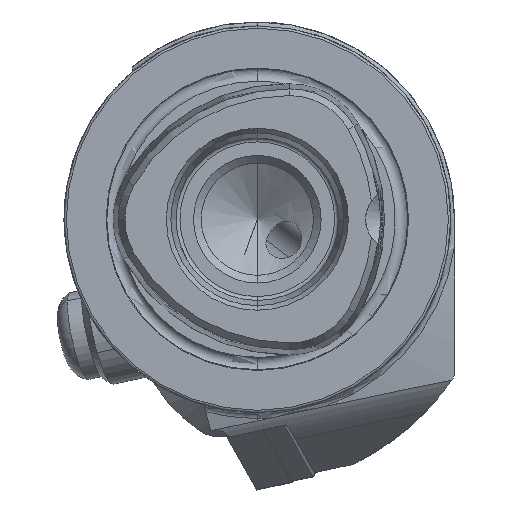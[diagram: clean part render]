
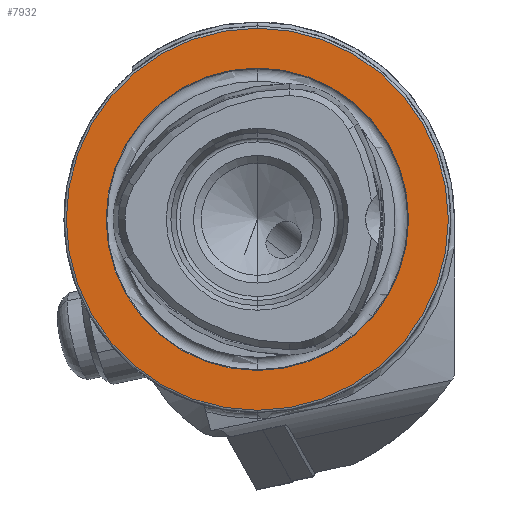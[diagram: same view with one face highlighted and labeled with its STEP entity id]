
A CAD part, left-side view. The second image highlights one B-rep face of the part: STEP entity #7932.
In plain terms, the highlighted planar face has unit normal (-1, 0, 0).
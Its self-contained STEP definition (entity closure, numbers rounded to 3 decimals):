
#1418 = EDGE_LOOP ( 'NONE', ( #12207, #12208 ) ) ;
#1419 = EDGE_LOOP ( 'NONE', ( #12205, #12206 ) ) ;
#4530 = AXIS2_PLACEMENT_3D ( 'NONE', #6179, #6184, #6185 ) ;
#4677 = AXIS2_PLACEMENT_3D ( 'NONE', #7459, #7460, #7461 ) ;
#4680 = AXIS2_PLACEMENT_3D ( 'NONE', #7470, #7471, #7472 ) ;
#5720 = FACE_OUTER_BOUND ( 'NONE', #1418, .T. ) ;
#5721 = FACE_BOUND ( 'NONE', #1419, .T. ) ;
#6024 = CIRCLE ( 'NONE', #4677, 19.55 ) ;
#6032 = CIRCLE ( 'NONE', #4680, 24.7 ) ;
#6179 = CARTESIAN_POINT ( 'NONE',  ( 0., 19.55, 0. ) ) ;
#6182 = PLANE ( 'NONE',  #4530 ) ;
#6184 = DIRECTION ( 'NONE',  ( 1., 0., 0. ) ) ;
#6185 = DIRECTION ( 'NONE',  ( 0., 0., -1. ) ) ;
#7459 = CARTESIAN_POINT ( 'NONE',  ( 0., 0., 0. ) ) ;
#7460 = DIRECTION ( 'NONE',  ( -1., 0., 0. ) ) ;
#7461 = DIRECTION ( 'NONE',  ( 0., 0., 1. ) ) ;
#7470 = CARTESIAN_POINT ( 'NONE',  ( 0., 0., 0. ) ) ;
#7471 = DIRECTION ( 'NONE',  ( -1., 0., 0. ) ) ;
#7472 = DIRECTION ( 'NONE',  ( 0., 0., 1. ) ) ;
#7932 = ADVANCED_FACE ( 'NONE', ( #5721, #5720 ), #6182, .F. ) ;
#8522 = EDGE_CURVE ( 'NONE', #9704, #9706, #6024, .T. ) ;
#8530 = EDGE_CURVE ( 'NONE', #9708, #9709, #6032, .T. ) ;
#9105 = CIRCLE ( 'NONE', #10907, 24.7 ) ;
#9107 = CIRCLE ( 'NONE', #10909, 19.55 ) ;
#9704 = VERTEX_POINT ( 'NONE', #13489 ) ;
#9706 = VERTEX_POINT ( 'NONE', #13491 ) ;
#9708 = VERTEX_POINT ( 'NONE', #13493 ) ;
#9709 = VERTEX_POINT ( 'NONE', #13494 ) ;
#10907 = AXIS2_PLACEMENT_3D ( 'NONE', #13748, #13749, #13750 ) ;
#10909 = AXIS2_PLACEMENT_3D ( 'NONE', #13751, #13752, #13753 ) ;
#11164 = EDGE_CURVE ( 'NONE', #9709, #9708, #9105, .T. ) ;
#11166 = EDGE_CURVE ( 'NONE', #9706, #9704, #9107, .T. ) ;
#12205 = ORIENTED_EDGE ( 'NONE', *, *, #11166, .F. ) ;
#12206 = ORIENTED_EDGE ( 'NONE', *, *, #8522, .F. ) ;
#12207 = ORIENTED_EDGE ( 'NONE', *, *, #8530, .T. ) ;
#12208 = ORIENTED_EDGE ( 'NONE', *, *, #11164, .T. ) ;
#13489 = CARTESIAN_POINT ( 'NONE',  ( 0., 0., -19.55 ) ) ;
#13491 = CARTESIAN_POINT ( 'NONE',  ( 0., 0., 19.55 ) ) ;
#13493 = CARTESIAN_POINT ( 'NONE',  ( 0., 0., 24.7 ) ) ;
#13494 = CARTESIAN_POINT ( 'NONE',  ( 0., 0., -24.7 ) ) ;
#13748 = CARTESIAN_POINT ( 'NONE',  ( 0., 0., 0. ) ) ;
#13749 = DIRECTION ( 'NONE',  ( -1., 0., 0. ) ) ;
#13750 = DIRECTION ( 'NONE',  ( 0., 0., 1. ) ) ;
#13751 = CARTESIAN_POINT ( 'NONE',  ( 0., 0., 0. ) ) ;
#13752 = DIRECTION ( 'NONE',  ( -1., 0., 0. ) ) ;
#13753 = DIRECTION ( 'NONE',  ( 0., 0., 1. ) ) ;
